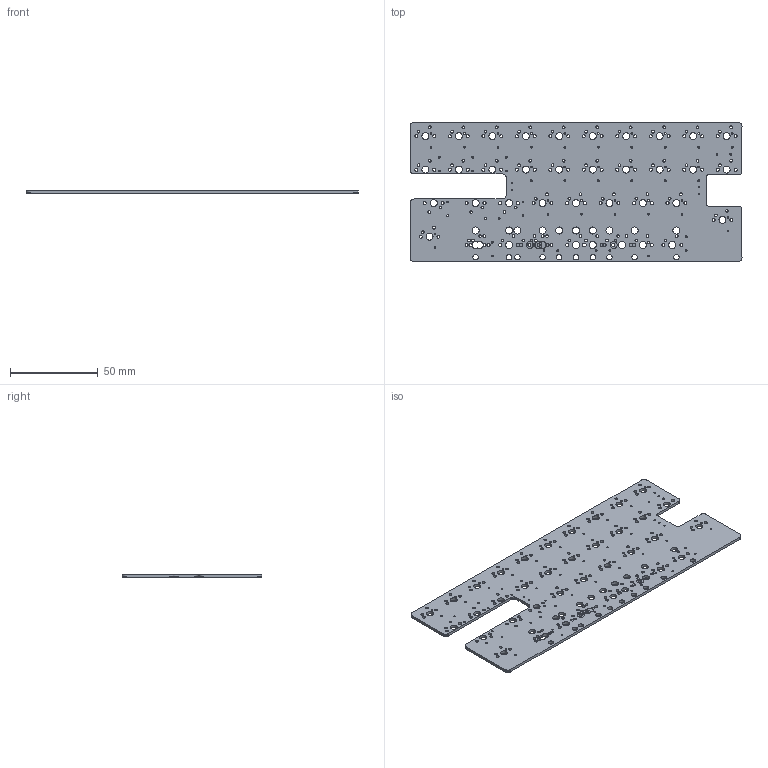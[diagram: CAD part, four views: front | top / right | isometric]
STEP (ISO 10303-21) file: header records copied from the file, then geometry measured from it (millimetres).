
FILE_DESCRIPTION(('KiCad electronic assembly'),'2;1');
FILE_NAME('pandemonium.step','2023-07-10T00:37:59',('Pcbnew'),('Kicad'), 'Open CASCADE STEP processor 7.6','KiCad to STEP converter','Unknown' );
FILE_SCHEMA(('AUTOMOTIVE_DESIGN { 1 0 10303 214 1 1 1 1 }'));
Length unit declared in the file: millimetre
Products named in the file (2): pandemonium 1; PCB
Assembly tree (1 placements, depth 2):
  pandemonium 1
    PCB
Bounding box: 188.91 x 79.38 x 1.6 mm (x, y, z)
Volume: 20468.1 mm3; surface area: 29404.6 mm2
Topology: 1 solids, 1 shells, 482 faces, 1424 edges, 954 vertices
Faces by surface type: cylinder 292, plane 190
Full cylindrical faces by diameter (mm): 0.8 x4, 1 x70, 1.524 x82, 1.75 x70, 3.048 x10, 3.988 x46
Entity records: 38503 total; most frequent: CARTESIAN_POINT 10478, DIRECTION 5120, ORIENTED_EDGE 2848, PCURVE 2848, DEFINITIONAL_REPRESENTATION 2848, LINE 2776, VECTOR 2776, EDGE_CURVE 1424
